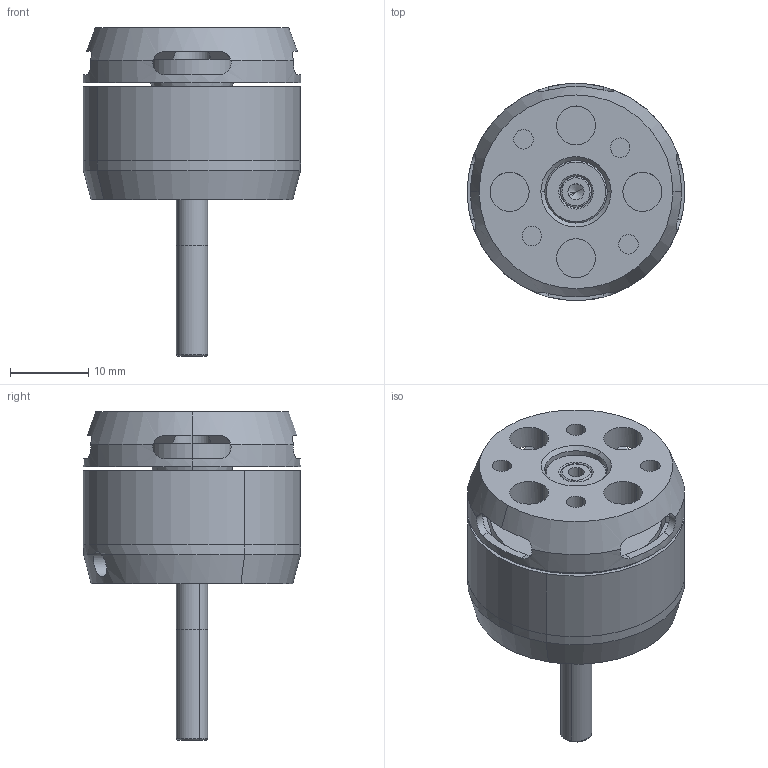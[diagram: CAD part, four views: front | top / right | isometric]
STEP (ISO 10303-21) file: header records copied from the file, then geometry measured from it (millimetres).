
FILE_DESCRIPTION (( 'STEP AP203' ), '1' );
FILE_NAME ('RR2822-V2.STEP', '2024-05-17T16:12:49', ( '' ), ( '' ), 'SwSTEP 2.0', 'SolidWorks 2021', '' );
FILE_SCHEMA (( 'CONFIG_CONTROL_DESIGN' ));
Length unit declared in the file: millimetre
Products named in the file (8): Shaft_6mm; Rotor-top; Bearing; StatorBase; Shaft_20mm; FluxRing; Magnet; RR2822-V2
Assembly tree (21 placements, depth 2):
  RR2822-V2
    StatorBase
    Bearing  x2
    Shaft_6mm
    Shaft_20mm
    FluxRing
    Magnet  x14
    Rotor-top
Bounding box: 27.8 x 27.8 x 42 mm (x, y, z)
Volume: 8724.2 mm3; surface area: 10787.7 mm2
Topology: 22 solids, 22 shells, 355 faces, 945 edges, 618 vertices
Faces by surface type: plane 179, cylinder 132, cone 28, torus 16
Full cylindrical faces by diameter (mm): 4 x2, 8 x2, 9.5 x1, 22 x1
Entity records: 11451 total; most frequent: CARTESIAN_POINT 2929, DIRECTION 1616, ORIENTED_EDGE 1518, EDGE_CURVE 759, AXIS2_PLACEMENT_3D 644, VERTEX_POINT 502, CIRCLE 351, LINE 328
